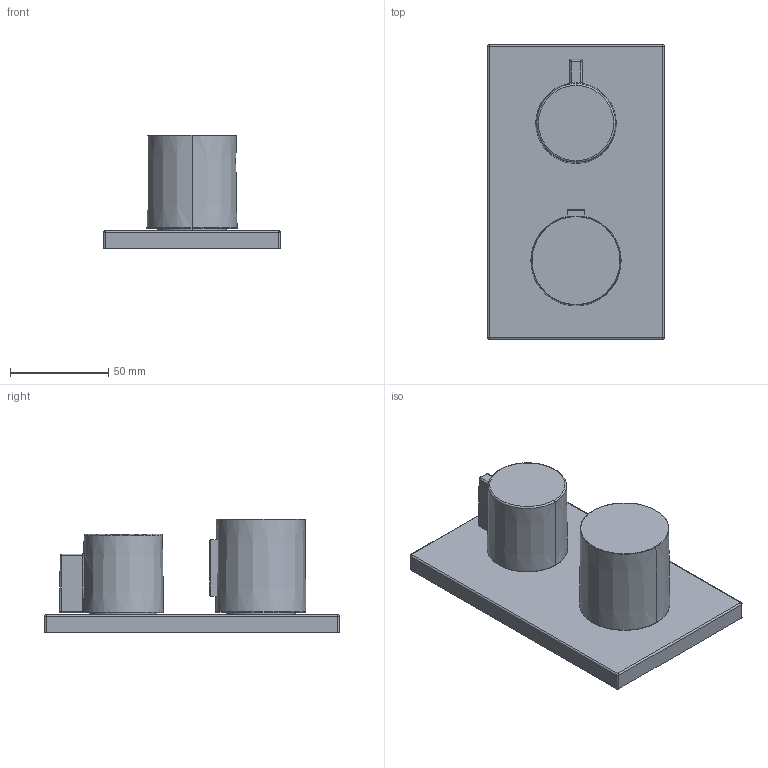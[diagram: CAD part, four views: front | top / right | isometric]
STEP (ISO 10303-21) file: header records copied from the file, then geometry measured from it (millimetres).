
FILE_DESCRIPTION (( 'STEP AP214' ), '1' );
FILE_NAME ('36425670.STEP', '2017-07-10T06:38:23', ( '' ), ( '' ), 'SwSTEP 2.0', 'SolidWorks 2014', '' );
FILE_SCHEMA (( 'AUTOMOTIVE_DESIGN' ));
Length unit declared in the file: millimetre
Products named in the file (7): Planungsmodell_Rohr_gerade-+-28.568.780-10_ _K154_35x5; Planungsmodell_Griff-+-09.20.67.006-01_-_K1; Planungsmodell_Abdeckung-+-33.543.780-01_ _K80_150x90x9,2; Planungsmodell_Griff-+-04.17.33.004.00.94-01_-_K1; Planungsmodell_Griff-+-09.17.33.004.94-01_-_K1; 36425670; Planungsmodell_Griffstück-+-09.17.33.004.94-02_-_K1
Assembly tree (6 placements, depth 3):
  36425670
    Planungsmodell_Abdeckung-+-33.543.780-01_ _K80_150x90x9,2
    Planungsmodell_Griff-+-04.17.33.004.00.94-01_-_K1
      Planungsmodell_Griff-+-09.17.33.004.94-01_-_K1
      Planungsmodell_Griffstück-+-09.17.33.004.94-02_-_K1
    Planungsmodell_Griff-+-09.20.67.006-01_-_K1
    Planungsmodell_Rohr_gerade-+-28.568.780-10_ _K154_35x5
Bounding box: 90 x 150 x 58 mm (x, y, z)
Volume: 263349.9 mm3; surface area: 53232 mm2
Topology: 5 solids, 5 shells, 81 faces, 168 edges, 90 vertices
Faces by surface type: cylinder 25, plane 23, torus 14, sphere 9, bspline 6, cone 4
Entity records: 2540 total; most frequent: CARTESIAN_POINT 629, DIRECTION 389, ORIENTED_EDGE 320, AXIS2_PLACEMENT_3D 164, EDGE_CURVE 160, VERTEX_POINT 90, EDGE_LOOP 82, ADVANCED_FACE 81
